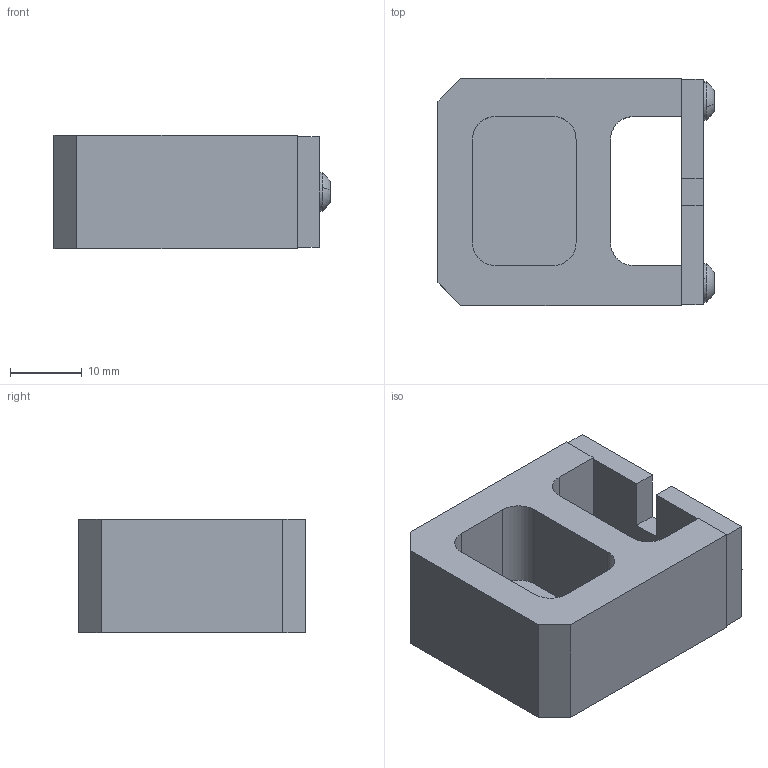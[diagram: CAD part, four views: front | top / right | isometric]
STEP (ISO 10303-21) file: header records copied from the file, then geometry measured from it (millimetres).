
FILE_DESCRIPTION((''),'2;1');
FILE_NAME('VALVE_SLIDER_ASM_2_SLDASM____ASM','2016-12-07T',('cxl300'),(''),'PRO/ENGINEER BY PARAMETRIC TECHNOLOGY CORPORATION, 2013230','PRO/ENGINEER BY PARAMETRIC TECHNOLOGY CORPORATION, 2013230','');
FILE_SCHEMA(('CONFIG_CONTROL_DESIGN','GEOMETRIC_VALIDATION_PROPERTIES_MIM'));
Length unit declared in the file: millimetre
Products named in the file (4): VALVE_2_ASSY_SLDPRT__; CLIP__VALVE_2_ASS_Y_SLDPRT__; HCSC_UNC_313_063_SAE08_ZCR_CR1; VALVE_SLIDER_ASM_2_SLDASM____ASM
Assembly tree (4 placements, depth 2):
  VALVE_SLIDER_ASM_2_SLDASM____ASM
    VALVE_2_ASSY_SLDPRT__
    CLIP__VALVE_2_ASS_Y_SLDPRT__
    HCSC_UNC_313_063_SAE08_ZCR_CR1  x2
Bounding box: 38.58 x 31.75 x 15.88 mm (x, y, z)
Volume: 11456.5 mm3; surface area: 6563.1 mm2
Topology: 4 solids, 4 shells, 151 faces, 380 edges, 238 vertices
Faces by surface type: plane 59, cylinder 56, cone 26, bspline 6, sphere 4
Entity records: 9145 total; most frequent: CARTESIAN_POINT 6622, ORIENTED_EDGE 486, DIRECTION 453, EDGE_CURVE 243, AXIS2_PLACEMENT_3D 163, VERTEX_POINT 156, VECTOR 127, LINE 127
